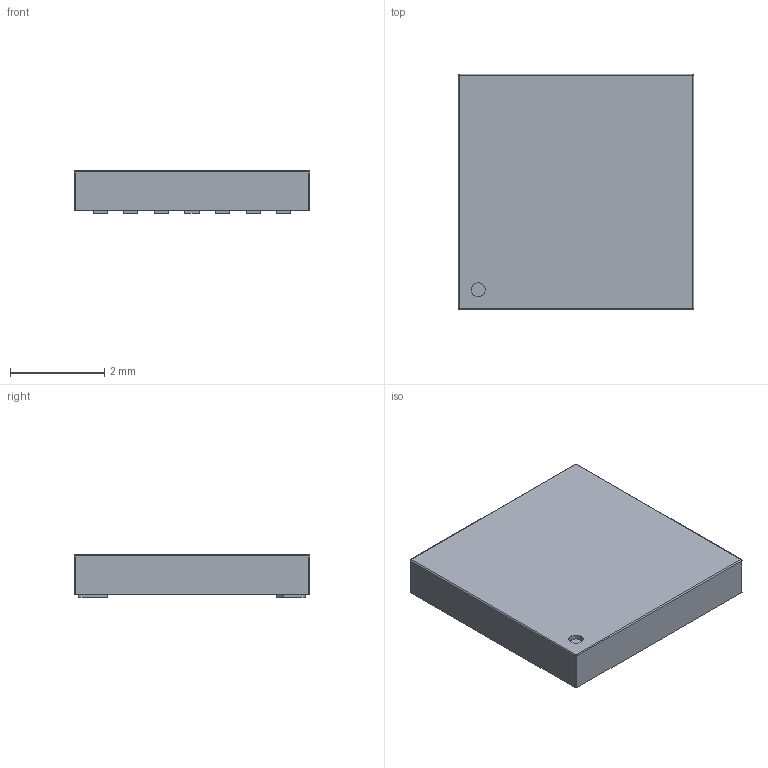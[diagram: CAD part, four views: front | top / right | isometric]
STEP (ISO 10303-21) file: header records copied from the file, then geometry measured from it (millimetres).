
FILE_DESCRIPTION(/* description */ ('STEP AP242','CAx-IF Rec.Pracs.---Representation and Presentation of Product Manufacturing Information (PMI)---4.0---2014-10-13','CAx-IF Rec.Pracs.---3D Tessellated Geometry---0.4---2014-09-14','2;1'),/* implementation_level */ '2;1');
FILE_NAME(/* name */ '623344e4339db40ae62cda01',/* time_stamp */ '2022-03-17T14:25:41+00:00',/* author */ (''),/* organization */ (''),/* preprocessor_version */ 'ST-DEVELOPER v18.101',/* originating_system */ ' ',/* authorisation */ ' ');
FILE_SCHEMA (('AP242_MANAGED_MODEL_BASED_3D_ENGINEERING_MIM_LF { 1 0 10303 442 1 1 4 }'));
Length unit declared in the file: metre
Products named in the file (15): Pin8; Pin9; Pin10; Pin11; Pin12; Pin13; Pin14; Pin7; Pin6; Pin5; Pin4; Pin3; Pin2; Pin1; Body
Bounding box: 5 x 5 x 0.9 mm (x, y, z)
Volume: 21.4 mm3; surface area: 80.6 mm2
Topology: 15 solids, 15 shells, 176 faces, 385 edges, 250 vertices
Faces by surface type: plane 163, cylinder 9, sphere 4
Full cylindrical faces by diameter (mm): 0.3 x1
Entity records: 5069 total; most frequent: CARTESIAN_POINT 821, DIRECTION 780, ORIENTED_EDGE 760, EDGE_CURVE 380, LINE 362, VECTOR 362, VERTEX_POINT 250, AXIS2_PLACEMENT_3D 209
